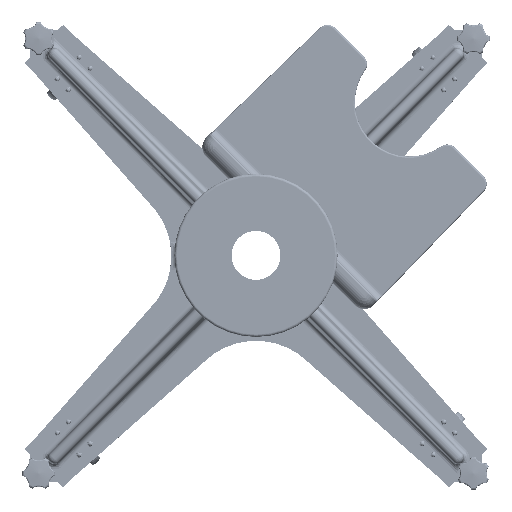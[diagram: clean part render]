
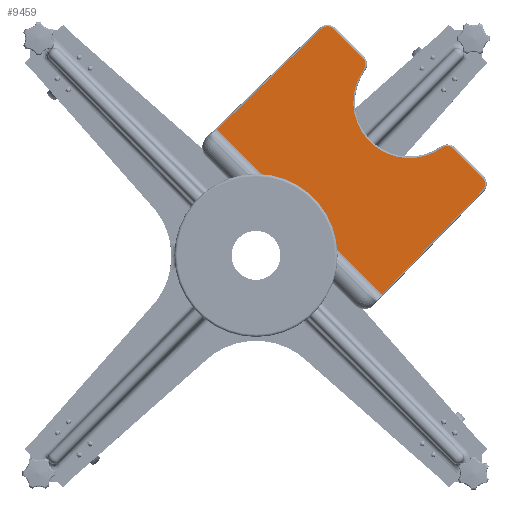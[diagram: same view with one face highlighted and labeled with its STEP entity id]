
A CAD part, top view. The second image highlights one B-rep face of the part: STEP entity #9459.
In plain terms, the highlighted planar face has unit normal (0, 0, 1).
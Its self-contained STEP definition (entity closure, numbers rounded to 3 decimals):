
#9459=ADVANCED_FACE('',(#22090),#22091,.T.);
#22090=FACE_OUTER_BOUND('',#69235,.T.);
#22091=PLANE('',#69236);
#69235=EDGE_LOOP('',(#148813,#148814,#148815,#148816,#148817,#148818,#148819,#148820,#148821,#148822));
#69236=AXIS2_PLACEMENT_3D('',#148823,#148824,#148825);
#148813=ORIENTED_EDGE('',*,*,#185332,.F.);
#148814=ORIENTED_EDGE('',*,*,#185333,.T.);
#148815=ORIENTED_EDGE('',*,*,#185334,.T.);
#148816=ORIENTED_EDGE('',*,*,#185335,.T.);
#148817=ORIENTED_EDGE('',*,*,#185336,.F.);
#148818=ORIENTED_EDGE('',*,*,#185337,.T.);
#148819=ORIENTED_EDGE('',*,*,#182210,.F.);
#148820=ORIENTED_EDGE('',*,*,#181348,.T.);
#148821=ORIENTED_EDGE('',*,*,#185338,.F.);
#148822=ORIENTED_EDGE('',*,*,#185339,.T.);
#148823=CARTESIAN_POINT('',(-19.764,15.556,28.0));
#148824=DIRECTION('',(0.0,0.0,1.0));
#148825=DIRECTION('',(1.0,0.0,0.0));
#181348=EDGE_CURVE('',#203063,#203064,#203065,.F.);
#182210=EDGE_CURVE('',#203063,#204488,#204491,.F.);
#185332=EDGE_CURVE('',#209419,#209420,#209421,.F.);
#185333=EDGE_CURVE('',#209419,#206626,#209422,.F.);
#185334=EDGE_CURVE('',#206626,#209423,#209424,.T.);
#185335=EDGE_CURVE('',#209423,#209425,#209426,.F.);
#185336=EDGE_CURVE('',#209427,#209425,#209428,.F.);
#185337=EDGE_CURVE('',#209427,#204488,#209429,.T.);
#185338=EDGE_CURVE('',#209430,#203064,#209431,.F.);
#185339=EDGE_CURVE('',#209430,#209420,#209432,.T.);
#203063=VERTEX_POINT('',#259563);
#203064=VERTEX_POINT('',#259564);
#203065=CIRCLE('',#259565,103.0);
#204488=VERTEX_POINT('',#266349);
#204491=CIRCLE('',#266352,17.0);
#206626=VERTEX_POINT('',#274880);
#209419=VERTEX_POINT('',#286983);
#209420=VERTEX_POINT('',#286984);
#209421=CIRCLE('',#286985,17.0);
#209422=LINE('',#286986,#286987);
#209423=VERTEX_POINT('',#286988);
#209424=LINE('',#286989,#286990);
#209425=VERTEX_POINT('',#286991);
#209426=LINE('',#286992,#286993);
#209427=VERTEX_POINT('',#286994);
#209428=CIRCLE('',#286995,17.0);
#209429=LINE('',#286996,#286997);
#209430=VERTEX_POINT('',#286998);
#209431=CIRCLE('',#286999,17.0);
#209432=LINE('',#287000,#287001);
#259563=CARTESIAN_POINT('',(294.296,298.389,28.0));
#259564=CARTESIAN_POINT('',(91.177,298.389,28.0));
#259565=AXIS2_PLACEMENT_3D('',#347764,#347765,#347766);
#266349=CARTESIAN_POINT('',(311.058,312.556,28.0));
#266352=AXIS2_PLACEMENT_3D('',#348574,#348575,#348576);
#274880=CARTESIAN_POINT('',(-21.738,30.556,28.0));
#286983=CARTESIAN_POINT('',(-17.107,295.852,28.0));
#286984=CARTESIAN_POINT('',(-0.11,312.556,28.0));
#286985=AXIS2_PLACEMENT_3D('',#351917,#351918,#351919);
#286986=CARTESIAN_POINT('',(-22.,15.503,28.0));
#286987=VECTOR('',#351920,1.0);
#286988=CARTESIAN_POINT('',(407.211,30.556,28.0));
#286989=CARTESIAN_POINT('',(-19.764,30.556,28.0));
#286990=VECTOR('',#351921,1.0);
#286991=CARTESIAN_POINT('',(402.58,295.852,28.0));
#286992=CARTESIAN_POINT('',(402.237,315.503,28.0));
#286993=VECTOR('',#351922,1.0);
#286994=CARTESIAN_POINT('',(385.583,312.556,28.0));
#286995=AXIS2_PLACEMENT_3D('',#351923,#351924,#351925);
#286996=CARTESIAN_POINT('',(292.737,312.556,28.0));
#286997=VECTOR('',#351926,1.0);
#286998=CARTESIAN_POINT('',(74.415,312.556,28.0));
#286999=AXIS2_PLACEMENT_3D('',#351927,#351928,#351929);
#287000=CARTESIAN_POINT('',(-19.764,312.556,28.0));
#287001=VECTOR('',#351930,1.0);
#347764=CARTESIAN_POINT('',(192.737,315.556,28.0));
#347765=DIRECTION('',(0.0,0.0,1.0));
#347766=DIRECTION('',(1.0,0.0,0.0));
#348574=CARTESIAN_POINT('',(311.058,295.556,28.0));
#348575=DIRECTION('',(0.0,0.0,1.0));
#348576=DIRECTION('',(1.0,0.0,0.0));
#351917=CARTESIAN_POINT('',(-0.11,295.556,28.0));
#351918=DIRECTION('',(0.0,0.0,1.0));
#351919=DIRECTION('',(1.0,0.0,0.0));
#351920=DIRECTION('',(0.017,1.,0.0));
#351921=DIRECTION('',(1.0,0.0,0.0));
#351922=DIRECTION('',(0.017,-1.,0.0));
#351923=CARTESIAN_POINT('',(385.583,295.556,28.0));
#351924=DIRECTION('',(0.0,0.0,1.0));
#351925=DIRECTION('',(1.0,0.0,0.0));
#351926=DIRECTION('',(-1.0,0.0,0.0));
#351927=CARTESIAN_POINT('',(74.415,295.556,28.0));
#351928=DIRECTION('',(0.0,0.0,1.0));
#351929=DIRECTION('',(1.0,0.0,0.0));
#351930=DIRECTION('',(-1.0,0.0,0.0));
